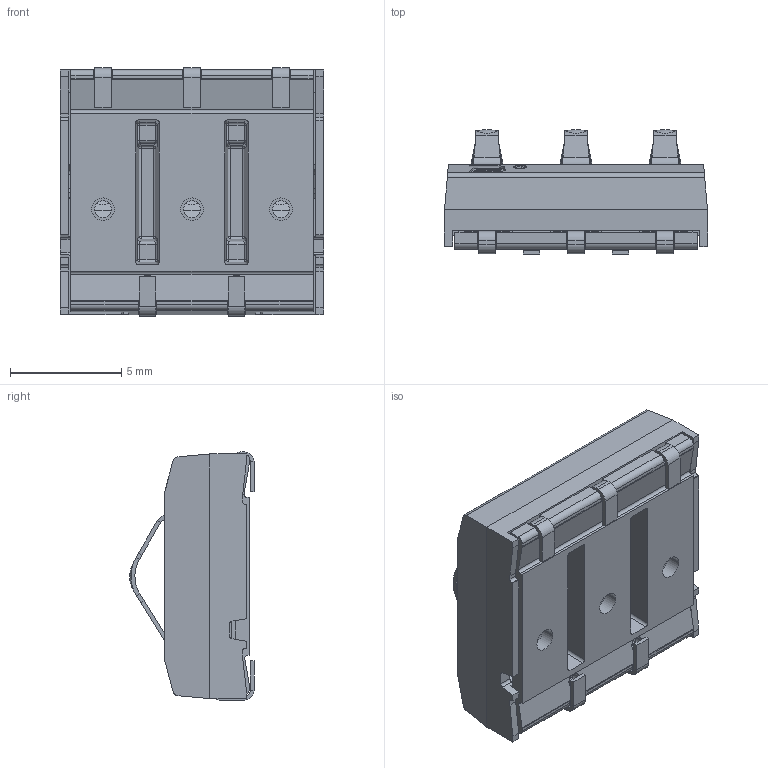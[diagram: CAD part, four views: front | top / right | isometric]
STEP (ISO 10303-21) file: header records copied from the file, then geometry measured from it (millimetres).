
FILE_DESCRIPTION((''),'2;1');
FILE_NAME('33756-73704','2021-04-30T10:50:51',('RICKB'),('Bourns, Inc.'),'CREO PARAMETRIC BY PTC INC, 2018050','CREO PARAMETRIC BY PTC INC, 2018050','');
FILE_SCHEMA(('AUTOMOTIVE_DESIGN { 1 0 10303 214 1 1 1 1 }'));
Length unit declared in the file: inch
Products named in the file (1): 33756-73704
Bounding box: 11.82 x 5.58 x 11.15 mm (x, y, z)
Volume: 235.4 mm3; surface area: 1041.7 mm2
Topology: 1 solids, 1 shells, 934 faces, 2525 edges, 1557 vertices
Faces by surface type: plane 619, cylinder 233, bspline 66, sphere 16
Entity records: 40555 total; most frequent: CARTESIAN_POINT 9802, ORIENTED_EDGE 5026, DIRECTION 4442, PRESENTATION_STYLE_ASSIGNMENT 2526, STYLED_ITEM 2514, CURVE_STYLE 2513, EDGE_CURVE 2513, VECTOR 1842
